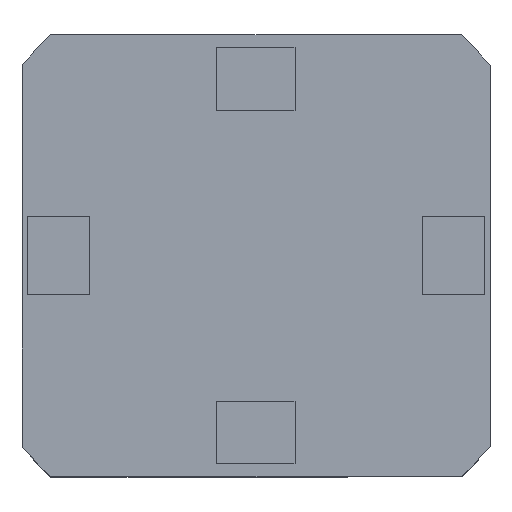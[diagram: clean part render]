
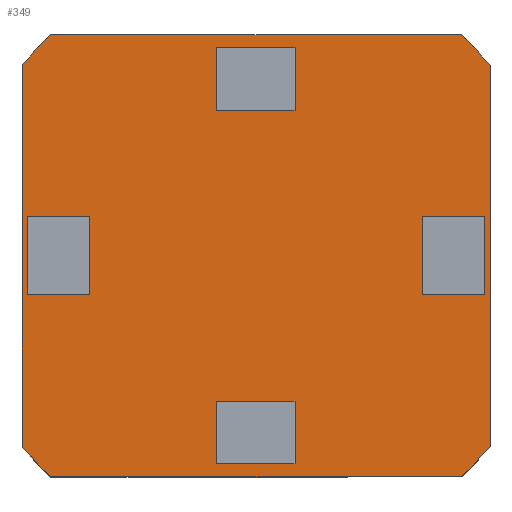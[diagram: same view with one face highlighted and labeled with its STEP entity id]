
A CAD part, top view. The second image highlights one B-rep face of the part: STEP entity #349.
In plain terms, the highlighted planar face has unit normal (0, 0, 1).
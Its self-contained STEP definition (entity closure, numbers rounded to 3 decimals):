
#109=PLANE('',#1074);
#132=LINE('',#1640,#228);
#135=LINE('',#1646,#231);
#137=LINE('',#1650,#233);
#139=LINE('',#1654,#235);
#144=LINE('',#1665,#240);
#147=LINE('',#1671,#243);
#149=LINE('',#1675,#245);
#151=LINE('',#1679,#247);
#156=LINE('',#1690,#252);
#159=LINE('',#1696,#255);
#161=LINE('',#1700,#257);
#163=LINE('',#1704,#259);
#168=LINE('',#1715,#264);
#171=LINE('',#1721,#267);
#173=LINE('',#1725,#269);
#175=LINE('',#1729,#271);
#201=LINE('',#1801,#297);
#202=LINE('',#1805,#298);
#203=LINE('',#1809,#299);
#204=LINE('',#1813,#300);
#228=VECTOR('',#1146,1.);
#231=VECTOR('',#1151,1.);
#233=VECTOR('',#1155,1.);
#235=VECTOR('',#1159,1.);
#240=VECTOR('',#1168,1.);
#243=VECTOR('',#1173,1.);
#245=VECTOR('',#1177,1.);
#247=VECTOR('',#1181,1.);
#252=VECTOR('',#1190,1.);
#255=VECTOR('',#1195,1.);
#257=VECTOR('',#1199,1.);
#259=VECTOR('',#1203,1.);
#264=VECTOR('',#1212,1.);
#267=VECTOR('',#1217,1.);
#269=VECTOR('',#1221,1.);
#271=VECTOR('',#1225,1.);
#297=VECTOR('',#1289,1.);
#298=VECTOR('',#1292,1.);
#299=VECTOR('',#1295,1.);
#300=VECTOR('',#1298,1.);
#349=ADVANCED_FACE('',(#415,#416,#417,#418,#419),#109,.F.);
#395=CIRCLE('',#1070,58.);
#396=CIRCLE('',#1071,58.);
#397=CIRCLE('',#1072,58.);
#398=CIRCLE('',#1073,58.);
#415=FACE_BOUND('',#473,.T.);
#416=FACE_BOUND('',#474,.T.);
#417=FACE_BOUND('',#475,.T.);
#418=FACE_BOUND('',#476,.T.);
#419=FACE_BOUND('',#477,.T.);
#473=EDGE_LOOP('',(#669,#670,#671,#672));
#474=EDGE_LOOP('',(#673,#674,#675,#676));
#475=EDGE_LOOP('',(#677,#678,#679,#680));
#476=EDGE_LOOP('',(#681,#682,#683,#684));
#477=EDGE_LOOP('',(#685,#686,#687,#688,#689,#690,#691,#692));
#669=ORIENTED_EDGE('',*,*,#877,.T.);
#670=ORIENTED_EDGE('',*,*,#884,.T.);
#671=ORIENTED_EDGE('',*,*,#882,.T.);
#672=ORIENTED_EDGE('',*,*,#880,.T.);
#673=ORIENTED_EDGE('',*,*,#889,.T.);
#674=ORIENTED_EDGE('',*,*,#896,.T.);
#675=ORIENTED_EDGE('',*,*,#894,.T.);
#676=ORIENTED_EDGE('',*,*,#892,.T.);
#677=ORIENTED_EDGE('',*,*,#901,.T.);
#678=ORIENTED_EDGE('',*,*,#908,.T.);
#679=ORIENTED_EDGE('',*,*,#906,.T.);
#680=ORIENTED_EDGE('',*,*,#904,.T.);
#681=ORIENTED_EDGE('',*,*,#913,.T.);
#682=ORIENTED_EDGE('',*,*,#920,.T.);
#683=ORIENTED_EDGE('',*,*,#918,.T.);
#684=ORIENTED_EDGE('',*,*,#916,.T.);
#685=ORIENTED_EDGE('',*,*,#954,.F.);
#686=ORIENTED_EDGE('',*,*,#955,.F.);
#687=ORIENTED_EDGE('',*,*,#956,.F.);
#688=ORIENTED_EDGE('',*,*,#957,.F.);
#689=ORIENTED_EDGE('',*,*,#958,.F.);
#690=ORIENTED_EDGE('',*,*,#959,.F.);
#691=ORIENTED_EDGE('',*,*,#960,.F.);
#692=ORIENTED_EDGE('',*,*,#961,.F.);
#782=VERTEX_POINT('',#1641);
#783=VERTEX_POINT('',#1642);
#784=VERTEX_POINT('',#1647);
#785=VERTEX_POINT('',#1651);
#790=VERTEX_POINT('',#1666);
#791=VERTEX_POINT('',#1667);
#792=VERTEX_POINT('',#1672);
#793=VERTEX_POINT('',#1676);
#798=VERTEX_POINT('',#1691);
#799=VERTEX_POINT('',#1692);
#800=VERTEX_POINT('',#1697);
#801=VERTEX_POINT('',#1701);
#806=VERTEX_POINT('',#1716);
#807=VERTEX_POINT('',#1717);
#808=VERTEX_POINT('',#1722);
#809=VERTEX_POINT('',#1726);
#835=VERTEX_POINT('',#1799);
#836=VERTEX_POINT('',#1800);
#837=VERTEX_POINT('',#1802);
#838=VERTEX_POINT('',#1804);
#839=VERTEX_POINT('',#1806);
#840=VERTEX_POINT('',#1808);
#841=VERTEX_POINT('',#1810);
#842=VERTEX_POINT('',#1812);
#877=EDGE_CURVE('',#782,#783,#132,.T.);
#880=EDGE_CURVE('',#784,#782,#135,.T.);
#882=EDGE_CURVE('',#785,#784,#137,.T.);
#884=EDGE_CURVE('',#783,#785,#139,.T.);
#889=EDGE_CURVE('',#790,#791,#144,.T.);
#892=EDGE_CURVE('',#792,#790,#147,.T.);
#894=EDGE_CURVE('',#793,#792,#149,.T.);
#896=EDGE_CURVE('',#791,#793,#151,.T.);
#901=EDGE_CURVE('',#798,#799,#156,.T.);
#904=EDGE_CURVE('',#800,#798,#159,.T.);
#906=EDGE_CURVE('',#801,#800,#161,.T.);
#908=EDGE_CURVE('',#799,#801,#163,.T.);
#913=EDGE_CURVE('',#806,#807,#168,.T.);
#916=EDGE_CURVE('',#808,#806,#171,.T.);
#918=EDGE_CURVE('',#809,#808,#173,.T.);
#920=EDGE_CURVE('',#807,#809,#175,.T.);
#954=EDGE_CURVE('',#835,#836,#395,.T.);
#955=EDGE_CURVE('',#837,#835,#201,.T.);
#956=EDGE_CURVE('',#838,#837,#396,.T.);
#957=EDGE_CURVE('',#839,#838,#202,.T.);
#958=EDGE_CURVE('',#840,#839,#397,.T.);
#959=EDGE_CURVE('',#841,#840,#203,.T.);
#960=EDGE_CURVE('',#842,#841,#398,.T.);
#961=EDGE_CURVE('',#836,#842,#204,.T.);
#1070=AXIS2_PLACEMENT_3D('',#1798,#1287,#1288);
#1071=AXIS2_PLACEMENT_3D('',#1803,#1290,#1291);
#1072=AXIS2_PLACEMENT_3D('',#1807,#1293,#1294);
#1073=AXIS2_PLACEMENT_3D('',#1811,#1296,#1297);
#1074=AXIS2_PLACEMENT_3D('',#1814,#1299,#1300);
#1146=DIRECTION('',(1.,0.,0.));
#1151=DIRECTION('',(0.,1.,0.));
#1155=DIRECTION('',(-1.,0.,0.));
#1159=DIRECTION('',(0.,-1.,0.));
#1168=DIRECTION('',(0.,-1.,0.));
#1173=DIRECTION('',(1.,0.,0.));
#1177=DIRECTION('',(0.,1.,0.));
#1181=DIRECTION('',(-1.,0.,0.));
#1190=DIRECTION('',(1.,0.,0.));
#1195=DIRECTION('',(0.,1.,0.));
#1199=DIRECTION('',(-1.,0.,0.));
#1203=DIRECTION('',(0.,-1.,0.));
#1212=DIRECTION('',(1.,0.,0.));
#1217=DIRECTION('',(0.,1.,0.));
#1221=DIRECTION('',(-1.,0.,0.));
#1225=DIRECTION('',(0.,-1.,0.));
#1287=DIRECTION('',(0.,0.,-1.));
#1288=DIRECTION('',(1.,0.,0.));
#1289=DIRECTION('',(0.,1.,0.));
#1290=DIRECTION('',(0.,0.,-1.));
#1291=DIRECTION('',(1.,0.,0.));
#1292=DIRECTION('',(-1.,0.,0.));
#1293=DIRECTION('',(0.,0.,-1.));
#1294=DIRECTION('',(1.,0.,0.));
#1295=DIRECTION('',(0.,-1.,0.));
#1296=DIRECTION('',(0.,0.,-1.));
#1297=DIRECTION('',(1.,0.,0.));
#1298=DIRECTION('',(1.,0.,0.));
#1299=DIRECTION('',(0.,0.,-1.));
#1300=DIRECTION('',(1.,0.,0.));
#1640=CARTESIAN_POINT('',(7.5,-28.,0.));
#1641=CARTESIAN_POINT('',(-7.515,-28.,0.));
#1642=CARTESIAN_POINT('',(7.5,-28.,0.));
#1646=CARTESIAN_POINT('',(-7.515,-28.,0.));
#1647=CARTESIAN_POINT('',(-7.515,-40.,0.));
#1650=CARTESIAN_POINT('',(7.5,-40.,0.));
#1651=CARTESIAN_POINT('',(7.5,-40.,0.));
#1654=CARTESIAN_POINT('',(7.5,-28.,0.));
#1665=CARTESIAN_POINT('',(-32.,-7.5,0.));
#1666=CARTESIAN_POINT('',(-32.,7.515,0.));
#1667=CARTESIAN_POINT('',(-32.,-7.5,0.));
#1671=CARTESIAN_POINT('',(-32.,7.515,0.));
#1672=CARTESIAN_POINT('',(-44.,7.515,0.));
#1675=CARTESIAN_POINT('',(-44.,-7.5,0.));
#1676=CARTESIAN_POINT('',(-44.,-7.5,0.));
#1679=CARTESIAN_POINT('',(-32.,-7.5,0.));
#1690=CARTESIAN_POINT('',(7.5,40.,0.));
#1691=CARTESIAN_POINT('',(-7.515,40.,0.));
#1692=CARTESIAN_POINT('',(7.5,40.,0.));
#1696=CARTESIAN_POINT('',(-7.515,40.,0.));
#1697=CARTESIAN_POINT('',(-7.515,28.,0.));
#1700=CARTESIAN_POINT('',(7.5,28.,0.));
#1701=CARTESIAN_POINT('',(7.5,28.,0.));
#1704=CARTESIAN_POINT('',(7.5,40.,0.));
#1715=CARTESIAN_POINT('',(44.,7.515,0.));
#1716=CARTESIAN_POINT('',(32.,7.515,0.));
#1717=CARTESIAN_POINT('',(44.,7.515,0.));
#1721=CARTESIAN_POINT('',(32.,-7.5,0.));
#1722=CARTESIAN_POINT('',(32.,-7.5,0.));
#1725=CARTESIAN_POINT('',(44.,-7.5,0.));
#1726=CARTESIAN_POINT('',(44.,-7.5,0.));
#1729=CARTESIAN_POINT('',(44.,-7.5,0.));
#1798=CARTESIAN_POINT('',(0.,0.,0.));
#1799=CARTESIAN_POINT('',(-45.,36.592,0.));
#1800=CARTESIAN_POINT('',(-39.468,42.5,0.));
#1801=CARTESIAN_POINT('',(-45.,-36.592,0.));
#1802=CARTESIAN_POINT('',(-45.,-36.592,0.));
#1803=CARTESIAN_POINT('',(0.,0.,0.));
#1804=CARTESIAN_POINT('',(-39.468,-42.5,0.));
#1805=CARTESIAN_POINT('',(39.468,-42.5,0.));
#1806=CARTESIAN_POINT('',(39.468,-42.5,0.));
#1807=CARTESIAN_POINT('',(0.,0.,0.));
#1808=CARTESIAN_POINT('',(45.,-36.592,0.));
#1809=CARTESIAN_POINT('',(45.,36.592,0.));
#1810=CARTESIAN_POINT('',(45.,36.592,0.));
#1811=CARTESIAN_POINT('',(0.,0.,0.));
#1812=CARTESIAN_POINT('',(39.468,42.5,0.));
#1813=CARTESIAN_POINT('',(-39.468,42.5,0.));
#1814=CARTESIAN_POINT('',(0.,0.,0.));
